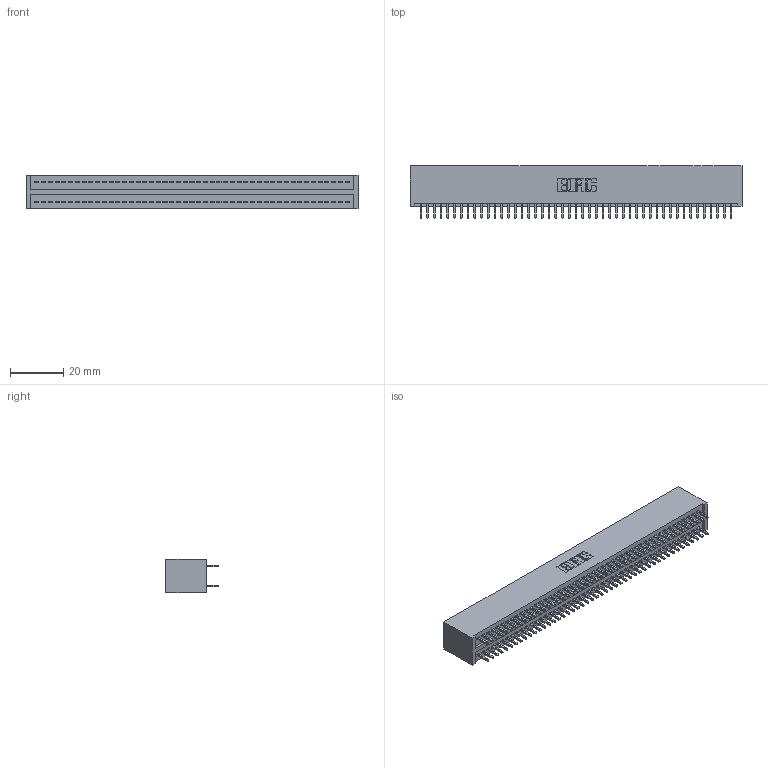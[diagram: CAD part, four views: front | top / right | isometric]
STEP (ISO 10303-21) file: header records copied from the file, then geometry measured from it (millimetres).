
FILE_DESCRIPTION (( 'STEP AP203' ), '1' );
FILE_NAME ('325-094-520-201.STEP', '2020-02-25T06:00:24', ( '' ), ( '' ), 'SwSTEP 2.0', 'SolidWorks 2016', '' );
FILE_SCHEMA (( 'CONFIG_CONTROL_DESIGN' ));
Length unit declared in the file: inch
Products named in the file (3): 325-094-520-201; 325-292-001_325-293-120; 325 Part_Lugless
Assembly tree (95 placements, depth 2):
  325-094-520-201
    325 Part_Lugless
    325-292-001_325-293-120  x94
Bounding box: 125.02 x 19.68 x 12.45 mm (x, y, z)
Volume: 16776.3 mm3; surface area: 20895.2 mm2
Topology: 95 solids, 95 shells, 4994 faces, 14857 edges, 9778 vertices
Faces by surface type: plane 3450, cylinder 1544
Entity records: 29331 total; most frequent: CARTESIAN_POINT 4854, ORIENTED_EDGE 4790, DIRECTION 4131, EDGE_CURVE 2395, VECTOR 2275, LINE 2275, VERTEX_POINT 1594, AXIS2_PLACEMENT_3D 928
